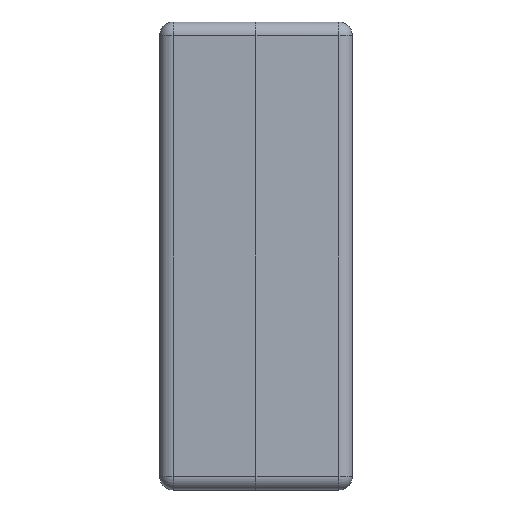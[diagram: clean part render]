
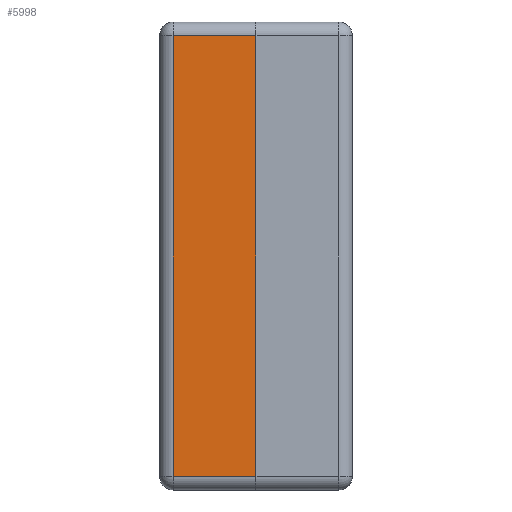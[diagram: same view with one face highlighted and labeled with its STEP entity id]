
A CAD part, left-side view. The second image highlights one B-rep face of the part: STEP entity #5998.
In plain terms, the highlighted planar face has unit normal (-1, 0.018, 0).
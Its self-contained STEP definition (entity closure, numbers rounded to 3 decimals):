
#1999=DIRECTION('',(0.,0.,1.));
#2000=VECTOR('',#1999,16.);
#2001=CARTESIAN_POINT('',(-9.447,-0.491,
-6.5));
#2002=LINE('',#2001,#2000);
#2003=DIRECTION('',(-0.017,-1.,0.));
#2004=VECTOR('',#2003,3.009);
#2005=CARTESIAN_POINT('',(-9.447,-0.491,
9.5));
#2006=LINE('',#2005,#2004);
#2007=DIRECTION('',(-0.017,-1.,0.));
#2008=VECTOR('',#2007,3.009);
#2009=CARTESIAN_POINT('',(-9.447,-0.491,
-6.5));
#2010=LINE('',#2009,#2008);
#2220=DIRECTION('',(0.,0.,1.));
#2221=VECTOR('',#2220,16.);
#2222=CARTESIAN_POINT('',(-9.5,-3.5,-6.5));
#2223=LINE('',#2222,#2221);
#2419=CARTESIAN_POINT('',(-9.5,-3.5,-6.5));
#2420=CARTESIAN_POINT('',(-9.5,-3.5,9.5));
#2421=VERTEX_POINT('',#2419);
#2422=VERTEX_POINT('',#2420);
#2467=CARTESIAN_POINT('',(-9.447,-0.491,
-6.5));
#2468=CARTESIAN_POINT('',(-9.447,-0.491,
9.5));
#2469=VERTEX_POINT('',#2467);
#2470=VERTEX_POINT('',#2468);
#5984=CARTESIAN_POINT('',(-9.5,-3.5,-7.));
#5985=DIRECTION('',(-1.,0.017,0.));
#5986=DIRECTION('',(0.,0.,1.));
#5987=AXIS2_PLACEMENT_3D('',#5984,#5985,#5986);
#5988=PLANE('',#5987);
#5990=ORIENTED_EDGE('',*,*,#5989,.T.);
#5992=ORIENTED_EDGE('',*,*,#5991,.T.);
#5994=ORIENTED_EDGE('',*,*,#5993,.F.);
#5995=ORIENTED_EDGE('',*,*,#5969,.F.);
#5996=EDGE_LOOP('',(#5990,#5992,#5994,#5995));
#5997=FACE_OUTER_BOUND('',#5996,.F.);
#5998=ADVANCED_FACE('',(#5997),#5988,.T.);
#5969=EDGE_CURVE('',#2469,#2421,#2010,.T.);
#5989=EDGE_CURVE('',#2469,#2470,#2002,.T.);
#5991=EDGE_CURVE('',#2470,#2422,#2006,.T.);
#5993=EDGE_CURVE('',#2421,#2422,#2223,.T.);
